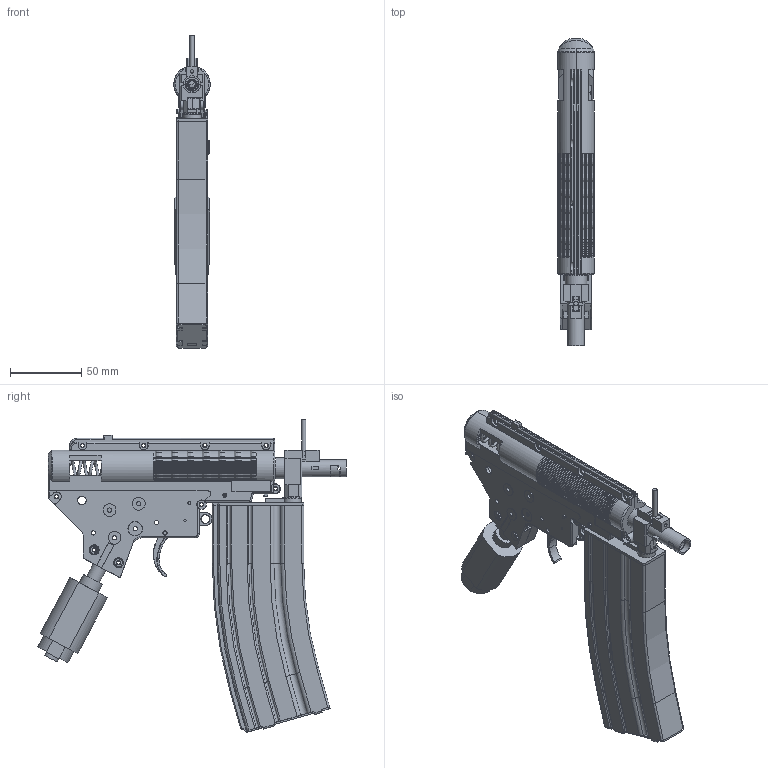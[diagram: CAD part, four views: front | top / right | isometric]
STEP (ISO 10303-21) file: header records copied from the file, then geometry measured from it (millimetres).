
FILE_DESCRIPTION(('FreeCAD Model'),'2;1');
FILE_NAME('Open CASCADE Shape Model','2025-05-03T11:12:33',('FreeCAD'),( 'FreeCAD'),'Open CASCADE STEP processor 7.6','FreeCAD','Unknown');
FILE_SCHEMA(('AUTOMOTIVE_DESIGN { 1 0 10303 214 1 1 1 1 }'));
Products named in the file (1): Open CASCADE STEP translator 7.6 1
Bounding box: 25.47 x 216.56 x 219.7 mm (x, y, z)
Volume: 185098.8 mm3; surface area: 171484.2 mm2
Topology: 30 solids, 30 shells, 3363 faces, 9278 edges, 5964 vertices
Faces by surface type: plane 2048, cylinder 903, torus 213, cone 98, sphere 60, bspline 41
Full cylindrical faces by diameter (mm): 1.1 x1, 1.5 x7, 1.8 x1, 1.9 x1, 2 x12, 2.2 x1, 2.5 x14, 3 x32, 3.2 x1, 3.5 x1, 4 x5, 4.35 x1, 4.6 x2, 4.7 x1, 4.8 x1, 4.826 x1, 5 x9, 5.2 x1, 5.3 x1, 5.7 x1, 5.8 x2, 6 x24, 6.5 x1, 6.8 x1, 7.1 x1, 7.3 x1, 7.6 x2, 8 x5, 8.7 x1, 9 x12
Entity records: 121666 total; most frequent: CARTESIAN_POINT 34306, ORIENTED_EDGE 18428, DIRECTION 18384, EDGE_CURVE 9214, AXIS2_PLACEMENT_3D 6193, LINE 5998, VECTOR 5998, VERTEX_POINT 5964
